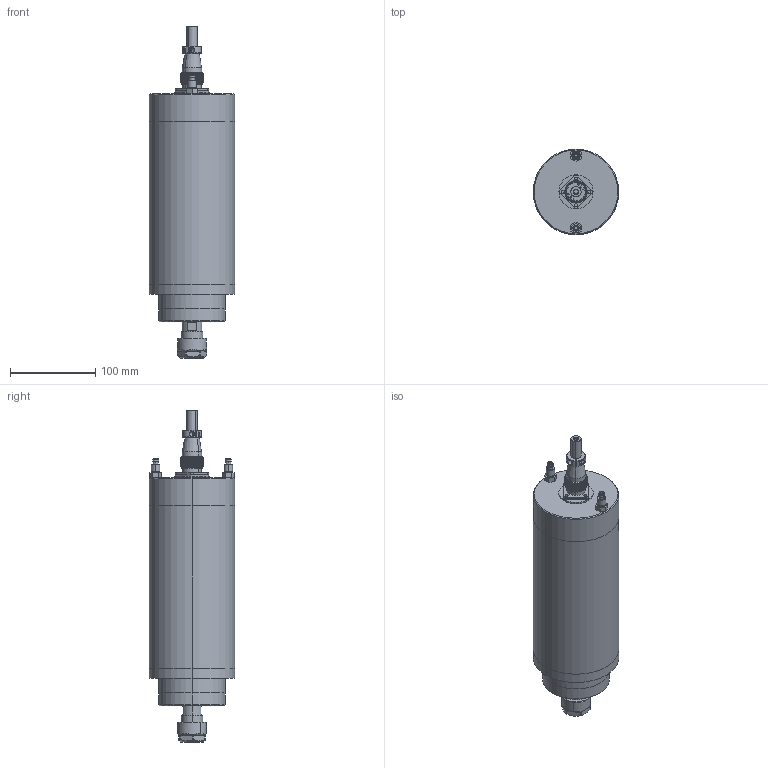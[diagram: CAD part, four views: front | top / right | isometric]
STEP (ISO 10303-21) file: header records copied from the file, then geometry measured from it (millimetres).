
FILE_DESCRIPTION (( 'STEP AP214' ), '1' );
FILE_NAME ('GDK100-12-24Z-2.2-4.4-4P.STEP', '2024-07-26T00:28:21', ( '00' ), ( '' ), 'SwSTEP 2.0', 'SolidWorks 2018', '' );
FILE_SCHEMA (( 'AUTOMOTIVE_DESIGN' ));
Length unit declared in the file: millimetre
Products named in the file (14): 阨郲30.5ㄗM8ㄘ; ER20蹟簽; ER20 粟俶芠標; GDK100-12-24Z-2.2-4.4-4P; GDZ100-24Z-3.2粣創釱; WS20瑤脣; GDZ100-24Z-3.2堤盄釱; GBT823_M3℅10; WS20瑤脣芛; GDZ100-24Z-3.2前螺母; GDZ100-24Z-3.2粣芛; GDZ100-24Z-3.2儂褲; WS20瑤脣釱; GDZ100-24Z-3.2滅鳥裔
Assembly tree (15 placements, depth 3):
  GDK100-12-24Z-2.2-4.4-4P
    GDZ100-24Z-3.2儂褲
    GDZ100-24Z-3.2堤盄釱
    GDZ100-24Z-3.2粣創釱
    GDZ100-24Z-3.2滅鳥裔
    GDZ100-24Z-3.2粣芛
    GDZ100-24Z-3.2前螺母
    ER20 粟俶芠標
    ER20蹟簽
    阨郲30.5ㄗM8ㄘ  x2
    WS20瑤脣
      WS20瑤脣釱
      WS20瑤脣芛
      GBT823_M3℅10  x2
Bounding box: 100 x 100 x 388.8 mm (x, y, z)
Volume: 1952512.1 mm3; surface area: 181365 mm2
Topology: 19 solids, 19 shells, 3217 faces, 7954 edges, 5247 vertices
Faces by surface type: plane 1322, cone 1037, cylinder 816, torus 21, sphere 12, bspline 9
Entity records: 101768 total; most frequent: CARTESIAN_POINT 24989, ORIENTED_EDGE 15620, DIRECTION 14654, EDGE_CURVE 7810, AXIS2_PLACEMENT_3D 5942, VERTEX_POINT 5177, EDGE_LOOP 3703, ADVANCED_FACE 3164
